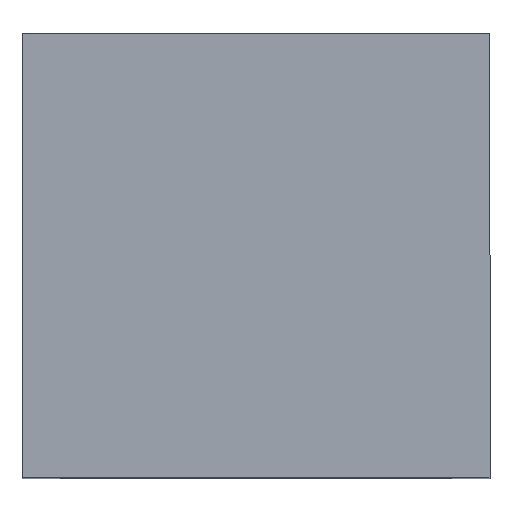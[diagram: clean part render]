
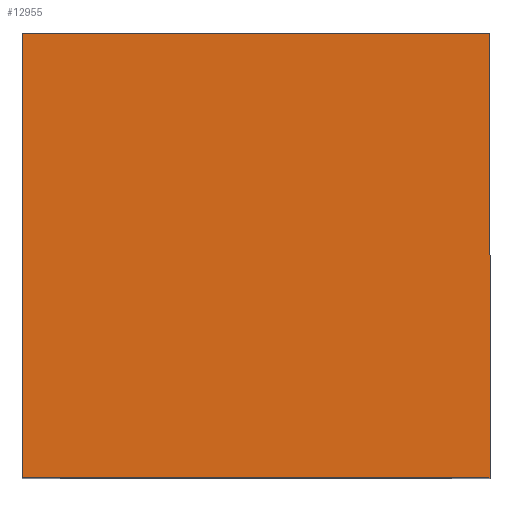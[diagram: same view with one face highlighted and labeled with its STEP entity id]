
A CAD part, top view. The second image highlights one B-rep face of the part: STEP entity #12955.
In plain terms, the highlighted planar face has unit normal (0, 0, 1).
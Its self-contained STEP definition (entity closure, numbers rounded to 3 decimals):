
#605 = EDGE_CURVE ( 'NONE', #1077, #10090, #13302, .T. ) ;
#823 = VERTEX_POINT ( 'NONE', #11493 ) ;
#1027 = DIRECTION ( 'NONE',  ( 1., 0., 0. ) ) ;
#1077 = VERTEX_POINT ( 'NONE', #14743 ) ;
#3777 = LINE ( 'NONE', #10321, #14292 ) ;
#4796 = DIRECTION ( 'NONE',  ( 0., -1., 0. ) ) ;
#7189 = ORIENTED_EDGE ( 'NONE', *, *, #8547, .T. ) ;
#8547 = EDGE_CURVE ( 'NONE', #10090, #823, #11204, .T. ) ;
#9412 = CARTESIAN_POINT ( 'NONE',  ( -7.95, -7.55, 12.65 ) ) ;
#9797 = ORIENTED_EDGE ( 'NONE', *, *, #605, .T. ) ;
#9989 = ORIENTED_EDGE ( 'NONE', *, *, #11004, .T. ) ;
#10090 = VERTEX_POINT ( 'NONE', #12749 ) ;
#10321 = CARTESIAN_POINT ( 'NONE',  ( 7.95, 7.55, 12.65 ) ) ;
#11004 = EDGE_CURVE ( 'NONE', #12577, #1077, #16508, .T. ) ;
#11204 = LINE ( 'NONE', #9412, #17645 ) ;
#11493 = CARTESIAN_POINT ( 'NONE',  ( 7.95, -7.55, 12.65 ) ) ;
#12030 = FACE_OUTER_BOUND ( 'NONE', #15667, .T. ) ;
#12490 = DIRECTION ( 'NONE',  ( 0., 1., 0. ) ) ;
#12548 = VECTOR ( 'NONE', #4796, 1000. ) ;
#12553 = CARTESIAN_POINT ( 'NONE',  ( 0., 0., 12.65 ) ) ;
#12577 = VERTEX_POINT ( 'NONE', #15458 ) ;
#12749 = CARTESIAN_POINT ( 'NONE',  ( -7.95, -7.55, 12.65 ) ) ;
#12939 = VECTOR ( 'NONE', #14948, 1000. ) ;
#12955 = ADVANCED_FACE ( 'NONE', ( #12030 ), #18441, .T. ) ;
#13302 = LINE ( 'NONE', #17735, #12548 ) ;
#13576 = CARTESIAN_POINT ( 'NONE',  ( -7.95, 7.55, 12.65 ) ) ;
#14292 = VECTOR ( 'NONE', #12490, 1000. ) ;
#14743 = CARTESIAN_POINT ( 'NONE',  ( -7.95, 7.55, 12.65 ) ) ;
#14948 = DIRECTION ( 'NONE',  ( -1., 0., 0. ) ) ;
#15458 = CARTESIAN_POINT ( 'NONE',  ( 7.95, 7.55, 12.65 ) ) ;
#15614 = DIRECTION ( 'NONE',  ( 0., 0., 1. ) ) ;
#15667 = EDGE_LOOP ( 'NONE', ( #18945, #9989, #9797, #7189 ) ) ;
#16508 = LINE ( 'NONE', #13576, #12939 ) ;
#17329 = DIRECTION ( 'NONE',  ( 1., 0., 0. ) ) ;
#17645 = VECTOR ( 'NONE', #17329, 1000. ) ;
#17735 = CARTESIAN_POINT ( 'NONE',  ( -7.95, 7.55, 12.65 ) ) ;
#17904 = AXIS2_PLACEMENT_3D ( 'NONE', #12553, #15614, #1027 ) ;
#18422 = EDGE_CURVE ( 'NONE', #823, #12577, #3777, .T. ) ;
#18441 = PLANE ( 'NONE',  #17904 ) ;
#18945 = ORIENTED_EDGE ( 'NONE', *, *, #18422, .T. ) ;
